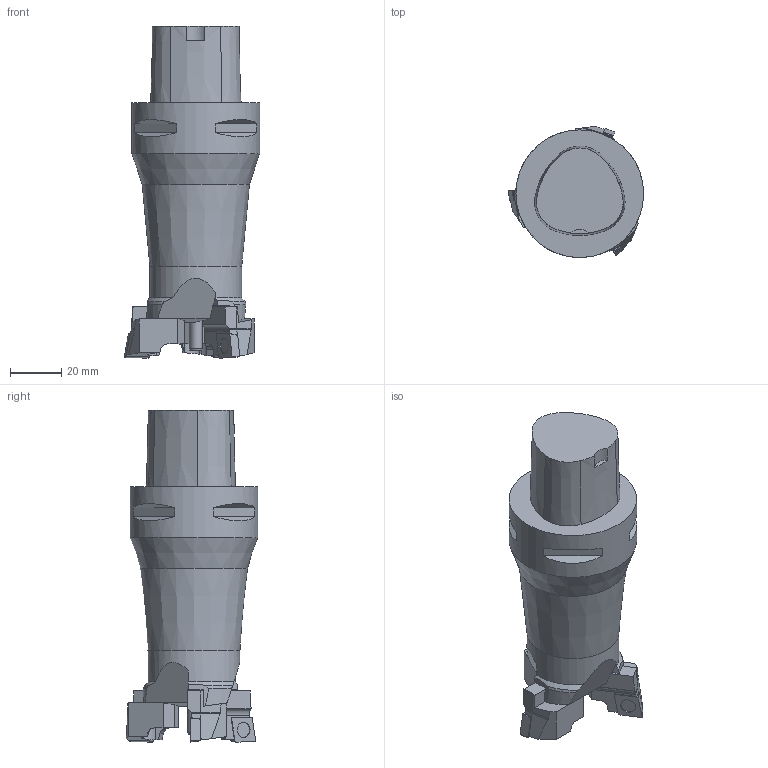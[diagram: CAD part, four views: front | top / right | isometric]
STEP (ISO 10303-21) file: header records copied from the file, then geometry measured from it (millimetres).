
FILE_DESCRIPTION(/* description */ (''),/* implementation_level */ '2;1');
FILE_NAME(/* name */ '1566365655314.stp',/* time_stamp */ '2019-08-21T07:34:22+02:00',/* author */ (''),/* organization */ ('SMS'),/* preprocessor_version */ 'ST-DEVELOPER v16.7',/* originating_system */ 'SIEMENS PLM Software NX 12.0',/* authorisation */ '');
FILE_SCHEMA (('AUTOMOTIVE_DESIGN { 1 0 10303 214 3 1 1 1 }'));
Length unit declared in the file: millimetre
Products named in the file (7): ASSEMBLY_CONSTRUCTION; 200998958mod000_02; 201011636mod000_00; 200955499mod000_01; 201011638mod000_01; 201095650mod000_01
Assembly tree (8 placements, depth 3):
  201095650mod000_01
    200955499mod000_01
    201011638mod000_01  x3
      201011636mod000_00
      200998958mod000_02
      ASSEMBLY_CONSTRUCTION
    ASSEMBLY_CONSTRUCTION
Bounding box: 52.97 x 51.54 x 130 mm (x, y, z)
Volume: 152940.4 mm3; surface area: 24973.4 mm2
Topology: 7 solids, 7 shells, 243 faces, 639 edges, 456 vertices
Faces by surface type: plane 140, cylinder 43, cone 33, extrusion 15, torus 12
Full cylindrical faces by diameter (mm): 4.4 x6, 5.008 x1, 36 x1, 50 x1
Entity records: 4092 total; most frequent: CARTESIAN_POINT 859, DIRECTION 647, ORIENTED_EDGE 576, EDGE_CURVE 288, AXIS2_PLACEMENT_3D 235, VERTEX_POINT 196, VECTOR 177, LINE 172
